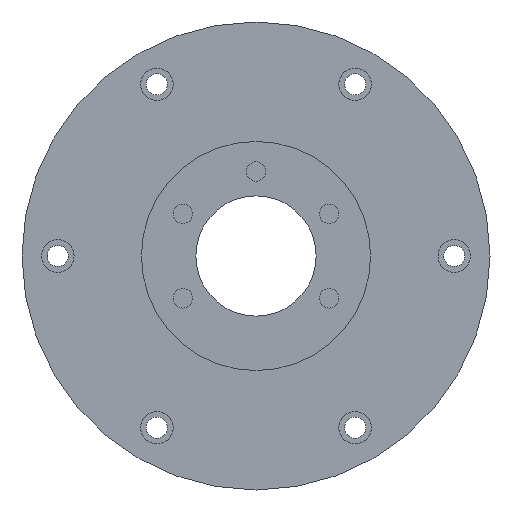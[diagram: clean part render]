
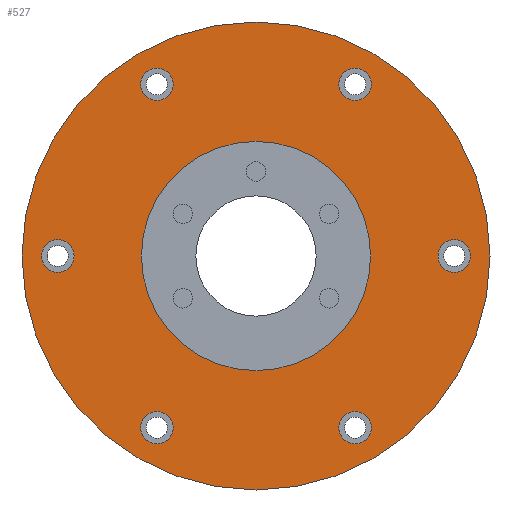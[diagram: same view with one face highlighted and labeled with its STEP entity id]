
A CAD part, front view. The second image highlights one B-rep face of the part: STEP entity #527.
In plain terms, the highlighted planar face has unit normal (0, -1, 0).
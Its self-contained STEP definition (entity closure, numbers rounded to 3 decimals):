
#98=FACE_BOUND('',#197,.T.);
#99=FACE_BOUND('',#198,.T.);
#100=FACE_BOUND('',#199,.T.);
#101=FACE_BOUND('',#200,.T.);
#102=FACE_BOUND('',#201,.T.);
#103=FACE_BOUND('',#202,.T.);
#104=FACE_BOUND('',#203,.T.);
#140=FACE_OUTER_BOUND('',#196,.T.);
#196=EDGE_LOOP('',(#469));
#197=EDGE_LOOP('',(#470));
#198=EDGE_LOOP('',(#471));
#199=EDGE_LOOP('',(#472));
#200=EDGE_LOOP('',(#473));
#201=EDGE_LOOP('',(#474));
#202=EDGE_LOOP('',(#475));
#203=EDGE_LOOP('',(#476));
#236=CIRCLE('',#608,17.625);
#237=CIRCLE('',#611,2.5);
#238=CIRCLE('',#613,2.5);
#239=CIRCLE('',#615,2.5);
#240=CIRCLE('',#617,2.5);
#241=CIRCLE('',#619,2.5);
#242=CIRCLE('',#621,2.5);
#245=CIRCLE('',#626,36.);
#278=VERTEX_POINT('',#910);
#279=VERTEX_POINT('',#915);
#280=VERTEX_POINT('',#919);
#281=VERTEX_POINT('',#923);
#282=VERTEX_POINT('',#927);
#283=VERTEX_POINT('',#931);
#284=VERTEX_POINT('',#935);
#287=VERTEX_POINT('',#945);
#333=EDGE_CURVE('',#278,#278,#236,.T.);
#335=EDGE_CURVE('',#279,#279,#237,.T.);
#337=EDGE_CURVE('',#280,#280,#238,.T.);
#339=EDGE_CURVE('',#281,#281,#239,.T.);
#341=EDGE_CURVE('',#282,#282,#240,.T.);
#343=EDGE_CURVE('',#283,#283,#241,.T.);
#345=EDGE_CURVE('',#284,#284,#242,.T.);
#350=EDGE_CURVE('',#287,#287,#245,.T.);
#469=ORIENTED_EDGE('',*,*,#350,.F.);
#470=ORIENTED_EDGE('',*,*,#333,.T.);
#471=ORIENTED_EDGE('',*,*,#335,.T.);
#472=ORIENTED_EDGE('',*,*,#337,.T.);
#473=ORIENTED_EDGE('',*,*,#339,.T.);
#474=ORIENTED_EDGE('',*,*,#341,.T.);
#475=ORIENTED_EDGE('',*,*,#343,.T.);
#476=ORIENTED_EDGE('',*,*,#345,.T.);
#491=PLANE('',#628);
#527=ADVANCED_FACE('',(#140,#98,#99,#100,#101,#102,#103,#104),#491,.F.);
#608=AXIS2_PLACEMENT_3D('',#912,#758,#759);
#611=AXIS2_PLACEMENT_3D('',#917,#765,#766);
#613=AXIS2_PLACEMENT_3D('',#921,#770,#771);
#615=AXIS2_PLACEMENT_3D('',#925,#775,#776);
#617=AXIS2_PLACEMENT_3D('',#929,#780,#781);
#619=AXIS2_PLACEMENT_3D('',#933,#785,#786);
#621=AXIS2_PLACEMENT_3D('',#937,#790,#791);
#626=AXIS2_PLACEMENT_3D('',#947,#802,#803);
#628=AXIS2_PLACEMENT_3D('',#949,#806,#807);
#758=DIRECTION('center_axis',(0.,1.,0.));
#759=DIRECTION('ref_axis',(1.,0.,0.));
#765=DIRECTION('center_axis',(0.,1.,0.));
#766=DIRECTION('ref_axis',(1.,0.,0.));
#770=DIRECTION('center_axis',(0.,1.,0.));
#771=DIRECTION('ref_axis',(1.,0.,0.));
#775=DIRECTION('center_axis',(0.,1.,0.));
#776=DIRECTION('ref_axis',(1.,0.,0.));
#780=DIRECTION('center_axis',(0.,1.,0.));
#781=DIRECTION('ref_axis',(1.,0.,0.));
#785=DIRECTION('center_axis',(0.,1.,0.));
#786=DIRECTION('ref_axis',(1.,0.,0.));
#790=DIRECTION('center_axis',(0.,1.,0.));
#791=DIRECTION('ref_axis',(1.,0.,0.));
#802=DIRECTION('center_axis',(0.,1.,0.));
#803=DIRECTION('ref_axis',(-1.,0.,0.));
#806=DIRECTION('center_axis',(0.,1.,0.));
#807=DIRECTION('ref_axis',(0.,0.,1.));
#910=CARTESIAN_POINT('',(-17.625,0.,0.));
#912=CARTESIAN_POINT('Origin',(0.,0.,0.));
#915=CARTESIAN_POINT('',(-17.75,0.,-26.414));
#917=CARTESIAN_POINT('Origin',(-15.25,0.,-26.414));
#919=CARTESIAN_POINT('',(12.75,0.,-26.414));
#921=CARTESIAN_POINT('Origin',(15.25,0.,-26.414));
#923=CARTESIAN_POINT('',(28.,0.,0.));
#925=CARTESIAN_POINT('Origin',(30.5,0.,0.));
#927=CARTESIAN_POINT('',(12.75,0.,26.414));
#929=CARTESIAN_POINT('Origin',(15.25,0.,26.414));
#931=CARTESIAN_POINT('',(-17.75,0.,26.414));
#933=CARTESIAN_POINT('Origin',(-15.25,0.,26.414));
#935=CARTESIAN_POINT('',(-33.,0.,0.));
#937=CARTESIAN_POINT('Origin',(-30.5,0.,0.));
#945=CARTESIAN_POINT('',(36.,0.,0.));
#947=CARTESIAN_POINT('Origin',(0.,0.,0.));
#949=CARTESIAN_POINT('Origin',(0.,0.,0.));
